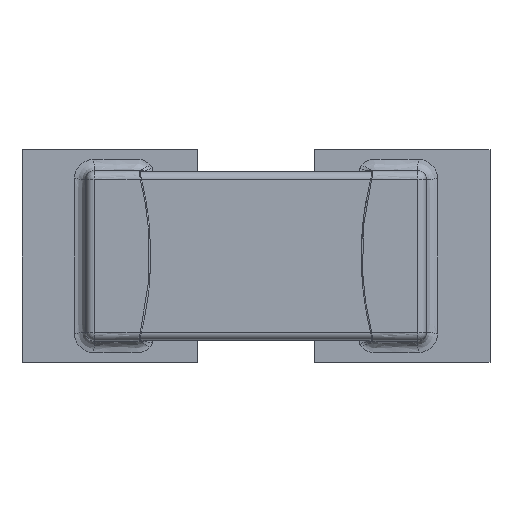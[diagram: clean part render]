
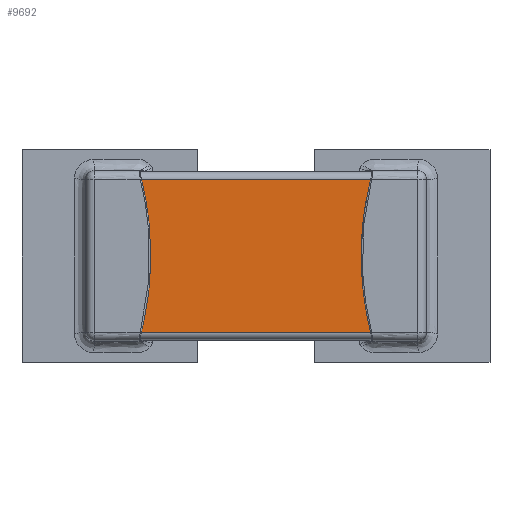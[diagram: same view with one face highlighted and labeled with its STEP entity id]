
A CAD part, top view. The second image highlights one B-rep face of the part: STEP entity #9692.
In plain terms, the highlighted planar face has unit normal (0, 0, 1).
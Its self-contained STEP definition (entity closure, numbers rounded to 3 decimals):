
#9117 = EDGE_CURVE('',#9118,#9120,#9122,.T.);
#9118 = VERTEX_POINT('',#9119);
#9119 = CARTESIAN_POINT('',(-1.5,-0.72,1.15));
#9120 = VERTEX_POINT('',#9121);
#9121 = CARTESIAN_POINT('',(1.5,-0.72,1.15));
#9122 = SURFACE_CURVE('',#9123,(#9127,#9139),.PCURVE_S1.);
#9123 = LINE('',#9124,#9125);
#9124 = CARTESIAN_POINT('',(-1.5,-0.72,1.15));
#9125 = VECTOR('',#9126,1.);
#9126 = DIRECTION('',(1.,0.,0.));
#9127 = PCURVE('',#9128,#9133);
#9128 = CYLINDRICAL_SURFACE('',#9129,0.07);
#9129 = AXIS2_PLACEMENT_3D('',#9130,#9131,#9132);
#9130 = CARTESIAN_POINT('',(-1.5,-0.72,1.08));
#9131 = DIRECTION('',(-1.,0.,0.));
#9132 = DIRECTION('',(0.,1.,0.));
#9133 = DEFINITIONAL_REPRESENTATION('',(#9134),#9138);
#9134 = LINE('',#9135,#9136);
#9135 = CARTESIAN_POINT('',(-1.571,0.));
#9136 = VECTOR('',#9137,1.);
#9137 = DIRECTION('',(-0.,-1.));
#9138 = ( GEOMETRIC_REPRESENTATION_CONTEXT(2) 
PARAMETRIC_REPRESENTATION_CONTEXT() REPRESENTATION_CONTEXT('2D SPACE',''
  ) );
#9139 = PCURVE('',#9140,#9145);
#9140 = PLANE('',#9141);
#9141 = AXIS2_PLACEMENT_3D('',#9142,#9143,#9144);
#9142 = CARTESIAN_POINT('',(-1.5,-0.72,1.15));
#9143 = DIRECTION('',(0.,0.,1.));
#9144 = DIRECTION('',(0.,1.,0.));
#9145 = DEFINITIONAL_REPRESENTATION('',(#9146),#9150);
#9146 = LINE('',#9147,#9148);
#9147 = CARTESIAN_POINT('',(0.,0.));
#9148 = VECTOR('',#9149,1.);
#9149 = DIRECTION('',(0.,-1.));
#9150 = ( GEOMETRIC_REPRESENTATION_CONTEXT(2) 
PARAMETRIC_REPRESENTATION_CONTEXT() REPRESENTATION_CONTEXT('2D SPACE',''
  ) );
#9169 = PLANE('',#9170);
#9170 = AXIS2_PLACEMENT_3D('',#9171,#9172,#9173);
#9171 = CARTESIAN_POINT('',(1.5,0.,0.585));
#9172 = DIRECTION('',(1.,0.,0.));
#9173 = DIRECTION('',(0.,0.,1.));
#9224 = PLANE('',#9225);
#9225 = AXIS2_PLACEMENT_3D('',#9226,#9227,#9228);
#9226 = CARTESIAN_POINT('',(-1.5,0.,0.585));
#9227 = DIRECTION('',(1.,0.,0.));
#9228 = DIRECTION('',(0.,0.,1.));
#9565 = CYLINDRICAL_SURFACE('',#9566,0.07);
#9566 = AXIS2_PLACEMENT_3D('',#9567,#9568,#9569);
#9567 = CARTESIAN_POINT('',(-1.5,0.72,1.08));
#9568 = DIRECTION('',(-1.,0.,0.));
#9569 = DIRECTION('',(0.,1.,0.));
#9625 = VERTEX_POINT('',#9626);
#9626 = CARTESIAN_POINT('',(1.5,0.72,1.15));
#9648 = EDGE_CURVE('',#9649,#9625,#9651,.T.);
#9649 = VERTEX_POINT('',#9650);
#9650 = CARTESIAN_POINT('',(-1.5,0.72,1.15));
#9651 = SURFACE_CURVE('',#9652,(#9656,#9663),.PCURVE_S1.);
#9652 = LINE('',#9653,#9654);
#9653 = CARTESIAN_POINT('',(-1.5,0.72,1.15));
#9654 = VECTOR('',#9655,1.);
#9655 = DIRECTION('',(1.,0.,0.));
#9656 = PCURVE('',#9565,#9657);
#9657 = DEFINITIONAL_REPRESENTATION('',(#9658),#9662);
#9658 = LINE('',#9659,#9660);
#9659 = CARTESIAN_POINT('',(-1.571,0.));
#9660 = VECTOR('',#9661,1.);
#9661 = DIRECTION('',(-0.,-1.));
#9662 = ( GEOMETRIC_REPRESENTATION_CONTEXT(2) 
PARAMETRIC_REPRESENTATION_CONTEXT() REPRESENTATION_CONTEXT('2D SPACE',''
  ) );
#9663 = PCURVE('',#9140,#9664);
#9664 = DEFINITIONAL_REPRESENTATION('',(#9665),#9669);
#9665 = LINE('',#9666,#9667);
#9666 = CARTESIAN_POINT('',(1.44,0.));
#9667 = VECTOR('',#9668,1.);
#9668 = DIRECTION('',(0.,-1.));
#9669 = ( GEOMETRIC_REPRESENTATION_CONTEXT(2) 
PARAMETRIC_REPRESENTATION_CONTEXT() REPRESENTATION_CONTEXT('2D SPACE',''
  ) );
#9692 = ADVANCED_FACE('',(#9693),#9140,.T.);
#9693 = FACE_BOUND('',#9694,.T.);
#9694 = EDGE_LOOP('',(#9695,#9696,#9717,#9718));
#9695 = ORIENTED_EDGE('',*,*,#9117,.T.);
#9696 = ORIENTED_EDGE('',*,*,#9697,.T.);
#9697 = EDGE_CURVE('',#9120,#9625,#9698,.T.);
#9698 = SURFACE_CURVE('',#9699,(#9703,#9710),.PCURVE_S1.);
#9699 = LINE('',#9700,#9701);
#9700 = CARTESIAN_POINT('',(1.5,-0.72,1.15));
#9701 = VECTOR('',#9702,1.);
#9702 = DIRECTION('',(0.,1.,0.));
#9703 = PCURVE('',#9140,#9704);
#9704 = DEFINITIONAL_REPRESENTATION('',(#9705),#9709);
#9705 = LINE('',#9706,#9707);
#9706 = CARTESIAN_POINT('',(0.,-3.));
#9707 = VECTOR('',#9708,1.);
#9708 = DIRECTION('',(1.,0.));
#9709 = ( GEOMETRIC_REPRESENTATION_CONTEXT(2) 
PARAMETRIC_REPRESENTATION_CONTEXT() REPRESENTATION_CONTEXT('2D SPACE',''
  ) );
#9710 = PCURVE('',#9169,#9711);
#9711 = DEFINITIONAL_REPRESENTATION('',(#9712),#9716);
#9712 = LINE('',#9713,#9714);
#9713 = CARTESIAN_POINT('',(0.565,0.72));
#9714 = VECTOR('',#9715,1.);
#9715 = DIRECTION('',(0.,-1.));
#9716 = ( GEOMETRIC_REPRESENTATION_CONTEXT(2) 
PARAMETRIC_REPRESENTATION_CONTEXT() REPRESENTATION_CONTEXT('2D SPACE',''
  ) );
#9717 = ORIENTED_EDGE('',*,*,#9648,.F.);
#9718 = ORIENTED_EDGE('',*,*,#9719,.F.);
#9719 = EDGE_CURVE('',#9118,#9649,#9720,.T.);
#9720 = SURFACE_CURVE('',#9721,(#9725,#9732),.PCURVE_S1.);
#9721 = LINE('',#9722,#9723);
#9722 = CARTESIAN_POINT('',(-1.5,-0.72,1.15));
#9723 = VECTOR('',#9724,1.);
#9724 = DIRECTION('',(0.,1.,0.));
#9725 = PCURVE('',#9140,#9726);
#9726 = DEFINITIONAL_REPRESENTATION('',(#9727),#9731);
#9727 = LINE('',#9728,#9729);
#9728 = CARTESIAN_POINT('',(0.,0.));
#9729 = VECTOR('',#9730,1.);
#9730 = DIRECTION('',(1.,0.));
#9731 = ( GEOMETRIC_REPRESENTATION_CONTEXT(2) 
PARAMETRIC_REPRESENTATION_CONTEXT() REPRESENTATION_CONTEXT('2D SPACE',''
  ) );
#9732 = PCURVE('',#9224,#9733);
#9733 = DEFINITIONAL_REPRESENTATION('',(#9734),#9738);
#9734 = LINE('',#9735,#9736);
#9735 = CARTESIAN_POINT('',(0.565,0.72));
#9736 = VECTOR('',#9737,1.);
#9737 = DIRECTION('',(0.,-1.));
#9738 = ( GEOMETRIC_REPRESENTATION_CONTEXT(2) 
PARAMETRIC_REPRESENTATION_CONTEXT() REPRESENTATION_CONTEXT('2D SPACE',''
  ) );
